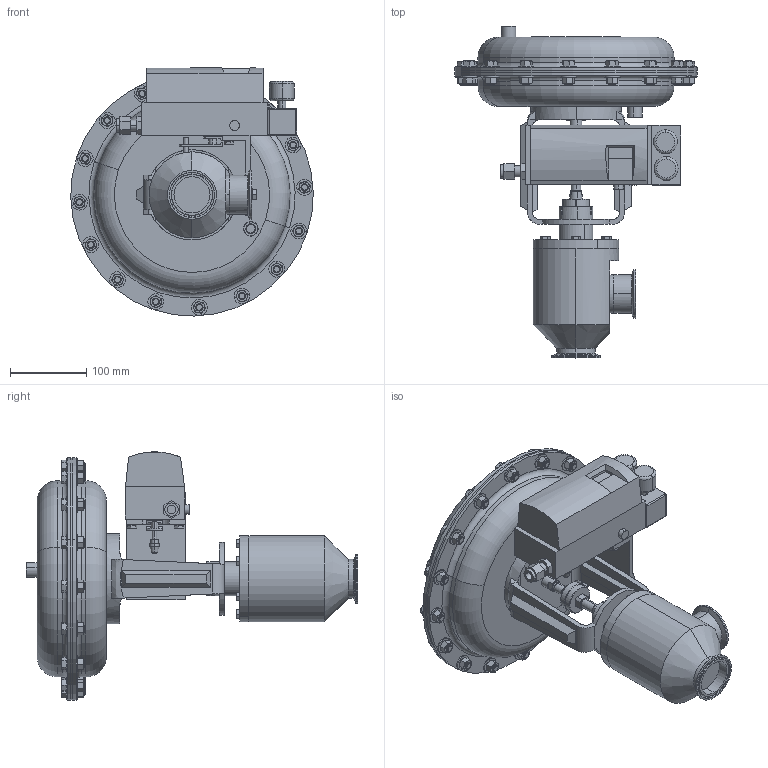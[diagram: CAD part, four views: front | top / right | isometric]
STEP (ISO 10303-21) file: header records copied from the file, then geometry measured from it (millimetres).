
FILE_DESCRIPTION (( 'STEP AP203' ), '1' );
FILE_NAME ('978SP-200-JD-55M-16IQ.STEP', '2017-06-13T12:49:34', ( '' ), ( '' ), 'SwSTEP 2.0', 'SolidWorks 2014', '' );
FILE_SCHEMA (( 'CONFIG_CONTROL_DESIGN' ));
Length unit declared in the file: inch
Products named in the file (2): 978SP-200-JD-55M-16IQ
Bounding box: 317.42 x 434.4 x 324.8 mm (x, y, z)
Volume: 7837158.4 mm3; surface area: 486627.6 mm2
Topology: 1 solids, 1 shells, 1216 faces, 2779 edges, 1696 vertices
Faces by surface type: plane 525, cone 419, cylinder 240, torus 26, bspline 4, sphere 2
Entity records: 36768 total; most frequent: CARTESIAN_POINT 10050, ORIENTED_EDGE 5550, DIRECTION 5405, EDGE_CURVE 2775, AXIS2_PLACEMENT_3D 2163, VERTEX_POINT 1696, EDGE_LOOP 1359, FACE_OUTER_BOUND 1216
